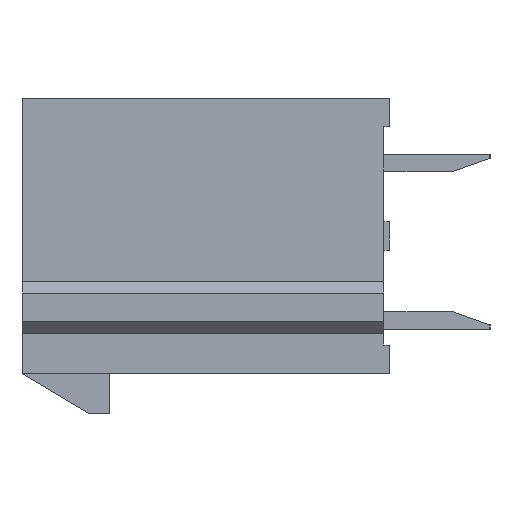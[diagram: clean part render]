
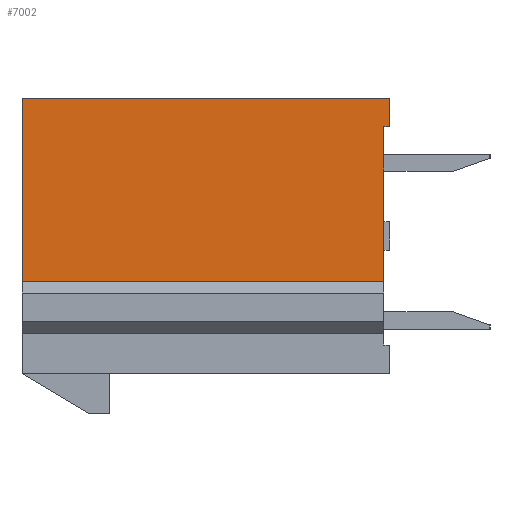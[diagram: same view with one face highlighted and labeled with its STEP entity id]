
A CAD part, left-side view. The second image highlights one B-rep face of the part: STEP entity #7002.
In plain terms, the highlighted planar face has unit normal (-1, 0, 0).
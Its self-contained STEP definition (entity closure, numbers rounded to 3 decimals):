
#1=DIRECTION('',(0.,1.,0.));
#2=VECTOR('',#1,12.6);
#3=CARTESIAN_POINT('',(-19.5,0.2,-1.59));
#4=LINE('',#3,#2);
#5=DIRECTION('',(0.,0.,1.));
#6=VECTOR('',#5,6.39);
#7=CARTESIAN_POINT('',(-19.5,12.8,-1.59));
#8=LINE('',#7,#6);
#9=DIRECTION('',(0.,-1.,0.));
#10=VECTOR('',#9,12.8);
#11=CARTESIAN_POINT('',(-19.5,12.8,4.8));
#12=LINE('',#11,#10);
#13=DIRECTION('',(0.,0.,-1.));
#14=VECTOR('',#13,1.);
#15=CARTESIAN_POINT('',(-19.5,0.,4.8));
#16=LINE('',#15,#14);
#17=DIRECTION('',(0.,1.,0.));
#18=VECTOR('',#17,0.2);
#19=CARTESIAN_POINT('',(-19.5,0.,3.8));
#20=LINE('',#19,#18);
#21=DIRECTION('',(0.,0.,1.));
#22=VECTOR('',#21,5.39);
#23=CARTESIAN_POINT('',(-19.5,0.2,-1.59));
#24=LINE('',#23,#22);
#5243=CARTESIAN_POINT('',(-19.5,12.8,4.8));
#5244=CARTESIAN_POINT('',(-19.5,0.,4.8));
#5245=VERTEX_POINT('',#5243);
#5246=VERTEX_POINT('',#5244);
#5543=CARTESIAN_POINT('',(-19.5,12.8,-1.59));
#5544=VERTEX_POINT('',#5543);
#5557=CARTESIAN_POINT('',(-19.5,0.2,-1.59));
#5558=VERTEX_POINT('',#5557);
#5561=CARTESIAN_POINT('',(-19.5,0.,3.8));
#5562=VERTEX_POINT('',#5561);
#5575=CARTESIAN_POINT('',(-19.5,0.2,3.8));
#5576=VERTEX_POINT('',#5575);
#6983=CARTESIAN_POINT('',(-19.5,0.,0.));
#6984=DIRECTION('',(1.,0.,0.));
#6985=DIRECTION('',(0.,0.,-1.));
#6986=AXIS2_PLACEMENT_3D('',#6983,#6984,#6985);
#6987=PLANE('',#6986);
#6989=ORIENTED_EDGE('',*,*,#6988,.T.);
#6991=ORIENTED_EDGE('',*,*,#6990,.T.);
#6993=ORIENTED_EDGE('',*,*,#6992,.T.);
#6995=ORIENTED_EDGE('',*,*,#6994,.T.);
#6997=ORIENTED_EDGE('',*,*,#6996,.T.);
#6999=ORIENTED_EDGE('',*,*,#6998,.F.);
#7000=EDGE_LOOP('',(#6989,#6991,#6993,#6995,#6997,#6999));
#7001=FACE_OUTER_BOUND('',#7000,.F.);
#7002=ADVANCED_FACE('',(#7001),#6987,.F.);
#6988=EDGE_CURVE('',#5558,#5544,#4,.T.);
#6990=EDGE_CURVE('',#5544,#5245,#8,.T.);
#6992=EDGE_CURVE('',#5245,#5246,#12,.T.);
#6994=EDGE_CURVE('',#5246,#5562,#16,.T.);
#6996=EDGE_CURVE('',#5562,#5576,#20,.T.);
#6998=EDGE_CURVE('',#5558,#5576,#24,.T.);
